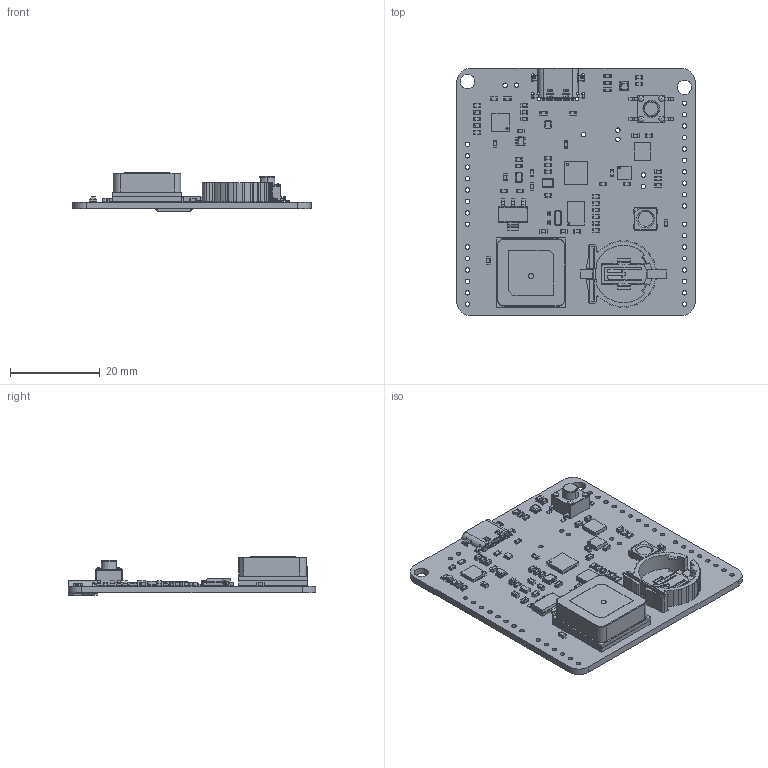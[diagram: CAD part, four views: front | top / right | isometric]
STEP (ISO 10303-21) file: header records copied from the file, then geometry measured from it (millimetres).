
FILE_DESCRIPTION(('KiCad electronic assembly'),'2;1');
FILE_NAME('momentum_pcb-3D.step','2025-08-03T19:34:02',('Pcbnew'),( 'Kicad'),'Open CASCADE STEP processor 7.6','KiCad to STEP converter' ,'Unknown');
FILE_SCHEMA(('AUTOMOTIVE_DESIGN { 1 0 10303 214 1 1 1 1 }'));
Length unit declared in the file: millimetre
Products named in the file (31): momentum_pcb-3D 1; C_0603_1608Metric; SOT-583-8; R_0603_1608Metric; BMP581; LED_0603_1608Metric; C_0402_1005Metric; SOT782-1 HVSON-8; Body; ThermalPin; PinsArrayLR; SOT-223; Same_Sky_TS04-66-55-BK-100-SMT; SOT-353_SC-70-5; QFN-24-1EP_4x4mm_P0.5mm_EP2.6x2.6mm; TXB0106RGYR; 2169900001; SOLID; COMPOUND; ECS-2520MV-080-BN-TR; QFN-32-1EP_5x5mm_P0.5mm_EP3.3x3.3mm; SAM_AP214; Sam cavity; SAM PCB; SAM ANT; ecs_ecx-34r; BNO085; S8411-45R; LED_WS2812B_PLCC4_5.0x5.0mm_P3.2mm; SOT-666; kibot_3tamq7k2_PCB
Assembly tree (78 placements, depth 3):
  momentum_pcb-3D 1
    C_0603_1608Metric  x28
    SOT-583-8
    R_0603_1608Metric  x19
    BMP581
    LED_0603_1608Metric  x3
    C_0402_1005Metric  x2
    SOT782-1 HVSON-8
      Body
      ThermalPin
      PinsArrayLR
    SOT-223
    Same_Sky_TS04-66-55-BK-100-SMT
    SOT-353_SC-70-5
    QFN-24-1EP_4x4mm_P0.5mm_EP2.6x2.6mm
    TXB0106RGYR
    2169900001
      SOLID
      COMPOUND
    ECS-2520MV-080-BN-TR
    QFN-32-1EP_5x5mm_P0.5mm_EP3.3x3.3mm
    SAM_AP214
      Sam cavity
      SAM PCB
      SAM ANT
    ecs_ecx-34r
    BNO085
    S8411-45R
    LED_WS2812B_PLCC4_5.0x5.0mm_P3.2mm
    SOT-666
    kibot_3tamq7k2_PCB
Bounding box: 53 x 55 x 8.53 mm (x, y, z)
Volume: 6242.9 mm3; surface area: 10471.2 mm2
Topology: 160 solids, 160 shells, 4481 faces, 11854 edges, 7908 vertices
Faces by surface type: plane 3189, cylinder 1189, bspline 67, cone 18, torus 10, sphere 4, revolution 4
Full cylindrical faces by diameter (mm): 0.1 x1, 0.375 x1, 0.5 x2, 0.991 x3, 1 x36, 1.05 x1, 1.3 x1, 3.2 x2, 3.333 x1
Entity records: 98390 total; most frequent: CARTESIAN_POINT 19085, ORIENTED_EDGE 16517, DIRECTION 15637, EDGE_CURVE 8259, LINE 6563, VECTOR 6563, VERTEX_POINT 5440, AXIS2_PLACEMENT_3D 4535
